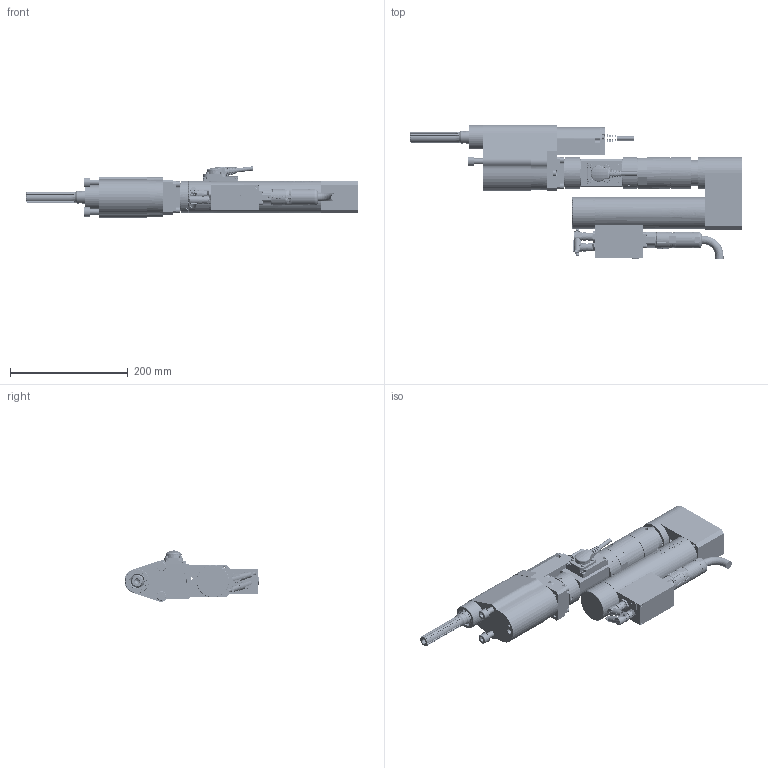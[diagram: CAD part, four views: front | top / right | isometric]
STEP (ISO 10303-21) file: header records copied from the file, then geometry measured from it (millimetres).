
FILE_DESCRIPTION(/* description */ (''),/* implementation_level */ '2;1');
FILE_NAME(/* name */ '2BDU200T2O-A_IAM_001.iam.step',/* time_stamp */ '2021-07-21T07:54:04+02:00',/* author */ ('cideon'),/* organization */ (''),/* preprocessor_version */ 'ST-DEVELOPER v17.2',/* originating_system */ 'Autodesk Inventor 2019',/* authorisation */ '');
FILE_SCHEMA (('AUTOMOTIVE_DESIGN { 1 0 10303 214 3 1 1 }'));
Products named in the file (1): Bauteil4
Bounding box: 564.35 x 229.38 x 87.65 mm (x, y, z)
Volume: 2272125.1 mm3; surface area: 394369.9 mm2
Topology: 3 solids, 3 shells, 5411 faces, 15431 edges, 10180 vertices
Faces by surface type: plane 3245, cylinder 1199, cone 395, bspline 340, torus 212, sphere 20
Full cylindrical faces by diameter (mm): 0.434 x4, 0.6 x32, 1.6 x1, 1.7 x4, 1.83 x4, 2 x1, 2.1 x2, 2.5 x6, 3 x14, 3.2 x2, 3.3 x6, 3.5 x2, 4 x8, 4.02 x2, 4.3 x4, 4.5 x2, 4.8 x2, 5 x14, 5.1 x15, 5.5 x8, 5.9 x2, 6 x10, 6.3 x2, 6.4 x2, 6.6 x6, 6.8 x1, 7 x8, 7.25 x4, 7.3 x3, 8 x9
Entity records: 232695 total; most frequent: CARTESIAN_POINT 87206, ORIENTED_EDGE 30786, DIRECTION 29074, EDGE_CURVE 15393, AXIS2_PLACEMENT_3D 10524, VERTEX_POINT 10180, LINE 8026, VECTOR 8026
